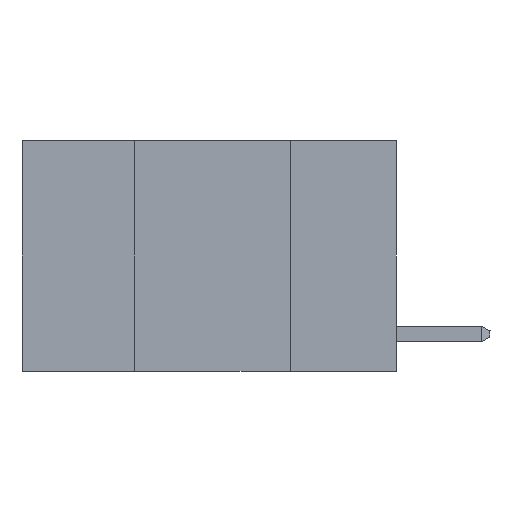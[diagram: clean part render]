
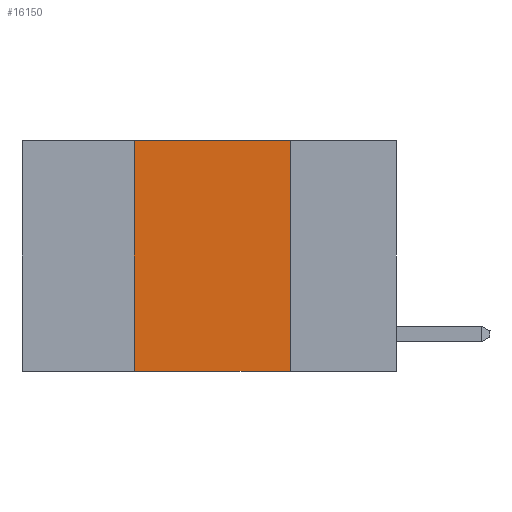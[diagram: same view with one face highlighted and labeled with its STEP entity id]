
A CAD part, left-side view. The second image highlights one B-rep face of the part: STEP entity #16150.
In plain terms, the highlighted planar face has unit normal (-1, 0, 0).
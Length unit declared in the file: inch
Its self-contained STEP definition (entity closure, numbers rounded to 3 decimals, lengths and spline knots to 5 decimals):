
#326 = VECTOR ( 'NONE', #3894, 39.37008 ) ;
#1098 = CARTESIAN_POINT ( 'NONE',  ( 0., 0.17, -0.37 ) ) ;
#1344 = VERTEX_POINT ( 'NONE', #19617 ) ;
#1349 = ORIENTED_EDGE ( 'NONE', *, *, #16571, .T. ) ;
#1963 = CARTESIAN_POINT ( 'NONE',  ( 0., 0.17, 0. ) ) ;
#3894 = DIRECTION ( 'NONE',  ( 0., 0., -1. ) ) ;
#4156 = CARTESIAN_POINT ( 'NONE',  ( 0., 0.6, 0. ) ) ;
#5321 = CARTESIAN_POINT ( 'NONE',  ( 0., 0.6, -0.37 ) ) ;
#5708 = VECTOR ( 'NONE', #14457, 39.37008 ) ;
#5977 = DIRECTION ( 'NONE',  ( 0., 0., 1. ) ) ;
#6102 = DIRECTION ( 'NONE',  ( 1., 0., 0. ) ) ;
#6132 = ORIENTED_EDGE ( 'NONE', *, *, #11579, .F. ) ;
#8628 = VERTEX_POINT ( 'NONE', #1098 ) ;
#9872 = ORIENTED_EDGE ( 'NONE', *, *, #13250, .F. ) ;
#10347 = CARTESIAN_POINT ( 'NONE',  ( 0., 0.42, -0.37 ) ) ;
#11141 = VERTEX_POINT ( 'NONE', #10347 ) ;
#11220 = CARTESIAN_POINT ( 'NONE',  ( 0., 0.17, 0. ) ) ;
#11579 = EDGE_CURVE ( 'NONE', #20457, #8628, #22056, .T. ) ;
#12479 = VECTOR ( 'NONE', #5977, 39.37008 ) ;
#12663 = CARTESIAN_POINT ( 'NONE',  ( 0., 0.6, 0. ) ) ;
#12837 = EDGE_CURVE ( 'NONE', #11141, #1344, #22321, .T. ) ;
#13250 = EDGE_CURVE ( 'NONE', #1344, #20457, #19996, .T. ) ;
#14457 = DIRECTION ( 'NONE',  ( 0., -1., 0. ) ) ;
#16150 = ADVANCED_FACE ( 'NONE', ( #21226 ), #17303, .F. ) ;
#16545 = DIRECTION ( 'NONE',  ( 0., -1., 0. ) ) ;
#16571 = EDGE_CURVE ( 'NONE', #11141, #8628, #17491, .T. ) ;
#17303 = PLANE ( 'NONE',  #18695 ) ;
#17491 = LINE ( 'NONE', #5321, #21776 ) ;
#17780 = ORIENTED_EDGE ( 'NONE', *, *, #12837, .F. ) ;
#18695 = AXIS2_PLACEMENT_3D ( 'NONE', #4156, #6102, #19134 ) ;
#18997 = CARTESIAN_POINT ( 'NONE',  ( 0., 0.42, 0. ) ) ;
#19134 = DIRECTION ( 'NONE',  ( 0., 0., -1. ) ) ;
#19617 = CARTESIAN_POINT ( 'NONE',  ( 0., 0.42, 0. ) ) ;
#19996 = LINE ( 'NONE', #12663, #5708 ) ;
#20305 = EDGE_LOOP ( 'NONE', ( #6132, #9872, #17780, #1349 ) ) ;
#20457 = VERTEX_POINT ( 'NONE', #11220 ) ;
#21226 = FACE_OUTER_BOUND ( 'NONE', #20305, .T. ) ;
#21776 = VECTOR ( 'NONE', #16545, 39.37008 ) ;
#22056 = LINE ( 'NONE', #1963, #326 ) ;
#22321 = LINE ( 'NONE', #18997, #12479 ) ;
